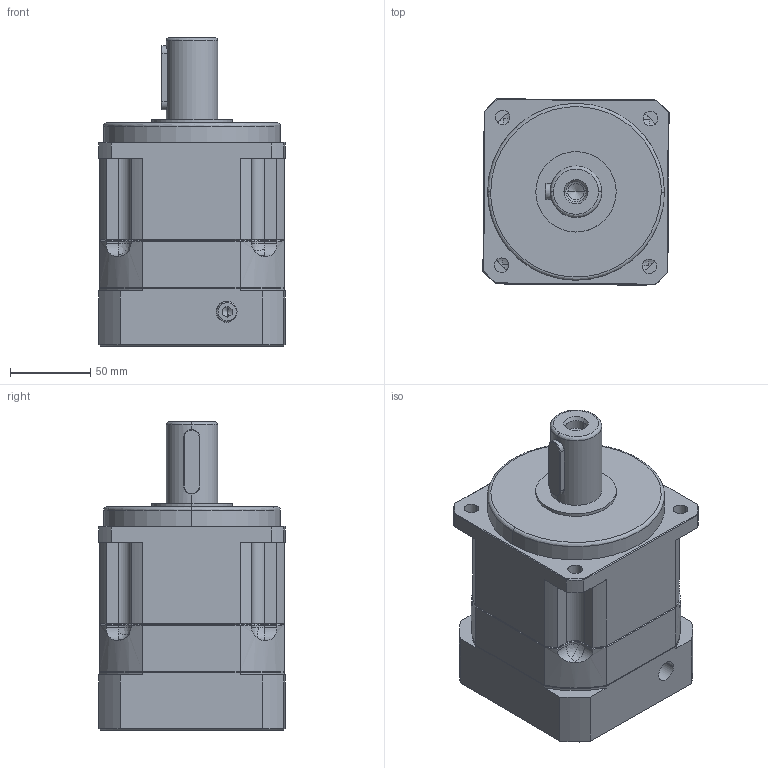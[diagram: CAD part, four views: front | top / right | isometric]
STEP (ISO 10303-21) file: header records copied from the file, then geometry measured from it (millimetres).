
FILE_DESCRIPTION (( 'STEP AP214' ), '1' );
FILE_NAME ('SB115-L1-19-70-90-M5-M6.STEP', '2024-01-06T07:35:34', ( 'admin' ), ( '' ), 'SwSTEP 2.0', 'SolidWorks 2013', '' );
FILE_SCHEMA (( 'AUTOMOTIVE_DESIGN' ));
Length unit declared in the file: millimetre
Products named in the file (7): 22-19_X2_8F6C63625957_X0_; SB115-70-90M6; _X2_87BA9489_X0_ GB_T 70.1 M8 x 30; _X2_87BA9489_X0_ GB_T 70.1 M8 x 25; SB115_X2_58F34F537AEF_X0_-22; SB115_X2_8F9351FA7AEF_X0_; SB115-L1-19-70-90-M5-M6
Assembly tree (12 placements, depth 2):
  SB115-L1-19-70-90-M5-M6
    SB115_X2_8F9351FA7AEF_X0_
    SB115_X2_58F34F537AEF_X0_-22
    _X2_87BA9489_X0_ GB_T 70.1 M8 x 25  x2
    _X2_87BA9489_X0_ GB_T 70.1 M8 x 30  x6
    SB115-70-90M6
    22-19_X2_8F6C63625957_X0_
Bounding box: 115.77 x 115.77 x 192 mm (x, y, z)
Volume: 1560133.3 mm3; surface area: 182299.7 mm2
Topology: 12 solids, 12 shells, 513 faces, 1276 edges, 781 vertices
Faces by surface type: plane 187, cylinder 171, cone 105, bspline 50
Entity records: 17262 total; most frequent: CARTESIAN_POINT 3640, DIRECTION 1948, ORIENTED_EDGE 1860, EDGE_CURVE 930, AXIS2_PLACEMENT_3D 763, VERTEX_POINT 583, EDGE_LOOP 445, LINE 422
